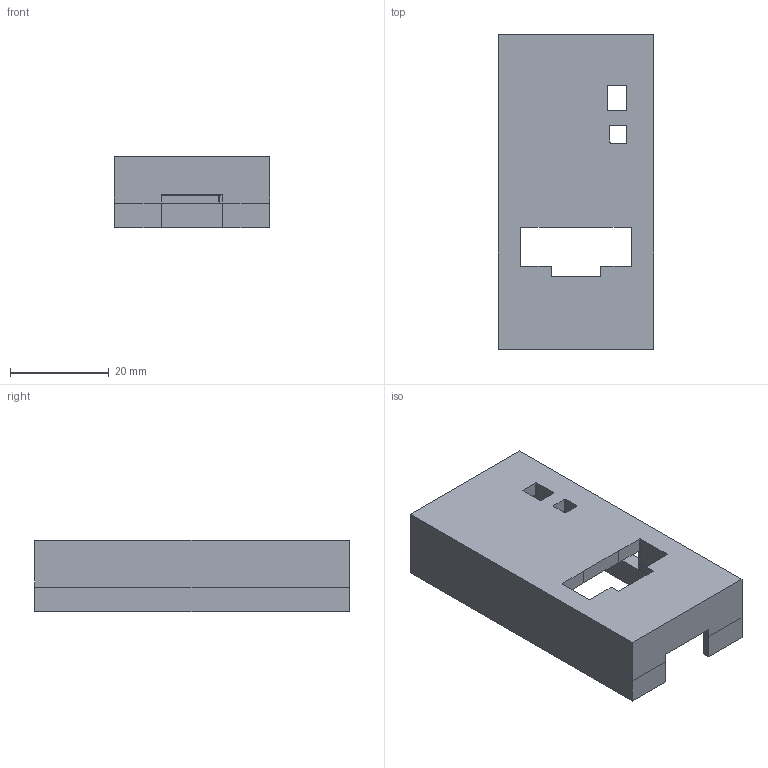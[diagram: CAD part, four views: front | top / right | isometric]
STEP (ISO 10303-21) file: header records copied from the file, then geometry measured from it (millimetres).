
FILE_DESCRIPTION(('FreeCAD Model'),'2;1');
FILE_NAME('Open CASCADE Shape Model','2023-09-01T22:10:39',('Author'),( ''),'Open CASCADE STEP processor 7.6','FreeCAD','Unknown');
FILE_SCHEMA(('AUTOMOTIVE_DESIGN { 1 0 10303 214 1 1 1 1 }'));
Length unit declared in the file: millimetre
Products named in the file (1): CaseTop
Bounding box: 31.4 x 63.6 x 14.5 mm (x, y, z)
Volume: 12449.3 mm3; surface area: 8429.5 mm2
Topology: 1 solids, 1 shells, 187 faces, 474 edges, 291 vertices
Faces by surface type: plane 140, cylinder 47
Full cylindrical faces by diameter (mm): 1.8 x3
Entity records: 5531 total; most frequent: CARTESIAN_POINT 953, ORIENTED_EDGE 948, DIRECTION 935, EDGE_CURVE 474, LINE 389, VECTOR 389, VERTEX_POINT 291, AXIS2_PLACEMENT_3D 273
